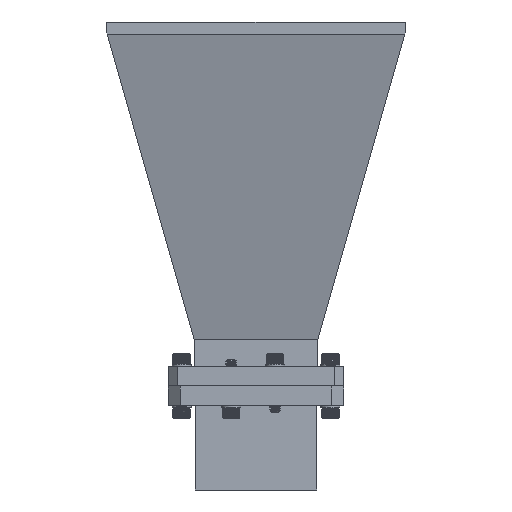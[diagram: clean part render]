
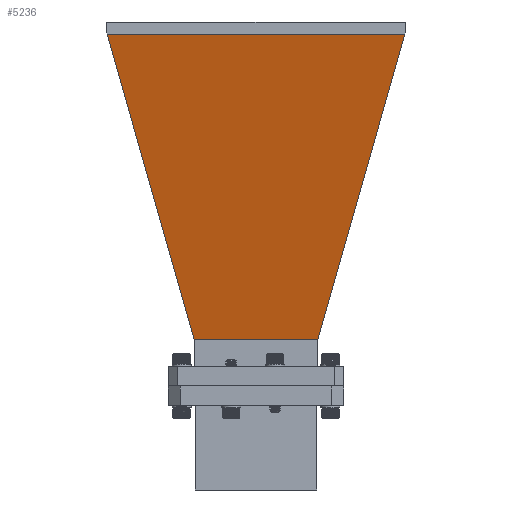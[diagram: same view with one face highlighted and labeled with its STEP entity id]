
A CAD part, front view. The second image highlights one B-rep face of the part: STEP entity #5236.
In plain terms, the highlighted face is planar.
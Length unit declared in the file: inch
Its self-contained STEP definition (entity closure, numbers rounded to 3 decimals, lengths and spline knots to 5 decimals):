
#461 = VECTOR ( 'NONE', #940, 39.37008 ) ;
#545 = LINE ( 'NONE', #13949, #4992 ) ;
#940 = DIRECTION ( 'NONE',  ( 0.233, -0.267, -0.935 ) ) ;
#1285 = CARTESIAN_POINT ( 'NONE',  ( -0.42911, -0.80272, 1.95401 ) ) ;
#1737 = LINE ( 'NONE', #6291, #7191 ) ;
#1765 = EDGE_CURVE ( 'NONE', #8491, #6959, #545, .T. ) ;
#1800 = ORIENTED_EDGE ( 'NONE', *, *, #12976, .T. ) ;
#1903 = EDGE_LOOP ( 'NONE', ( #6431, #3886, #1800, #14159 ) ) ;
#2497 = DIRECTION ( 'NONE',  ( -0.233, -0.267, 0.935 ) ) ;
#2560 = FACE_OUTER_BOUND ( 'NONE', #1903, .T. ) ;
#2642 = DIRECTION ( 'NONE',  ( -0.242, 0., 0.97 ) ) ;
#2917 = DIRECTION ( 'NONE',  ( 0., 1., 0. ) ) ;
#3244 = LINE ( 'NONE', #7816, #461 ) ;
#3532 = CARTESIAN_POINT ( 'NONE',  ( -1.41622, -1.93153, 5.91475 ) ) ;
#3886 = ORIENTED_EDGE ( 'NONE', *, *, #6182, .T. ) ;
#4992 = VECTOR ( 'NONE', #9415, 39.37008 ) ;
#5236 = ADVANCED_FACE ( 'NONE', ( #2560 ), #6095, .T. ) ;
#5441 = AXIS2_PLACEMENT_3D ( 'NONE', #13732, #7137, #2642 ) ;
#6095 = PLANE ( 'NONE',  #5441 ) ;
#6182 = EDGE_CURVE ( 'NONE', #6959, #13836, #9367, .T. ) ;
#6291 = CARTESIAN_POINT ( 'NONE',  ( -1.41622, 0., 5.91475 ) ) ;
#6431 = ORIENTED_EDGE ( 'NONE', *, *, #1765, .T. ) ;
#6959 = VERTEX_POINT ( 'NONE', #1285 ) ;
#7137 = DIRECTION ( 'NONE',  ( -0.97, 0., -0.242 ) ) ;
#7191 = VECTOR ( 'NONE', #2917, 39.37008 ) ;
#7816 = CARTESIAN_POINT ( 'NONE',  ( -1.41622, 1.93153, 5.91475 ) ) ;
#8430 = EDGE_CURVE ( 'NONE', #12663, #8491, #3244, .T. ) ;
#8491 = VERTEX_POINT ( 'NONE', #13751 ) ;
#9367 = LINE ( 'NONE', #14052, #13968 ) ;
#9415 = DIRECTION ( 'NONE',  ( 0., -1., 0. ) ) ;
#12663 = VERTEX_POINT ( 'NONE', #13283 ) ;
#12976 = EDGE_CURVE ( 'NONE', #13836, #12663, #1737, .T. ) ;
#13283 = CARTESIAN_POINT ( 'NONE',  ( -1.41622, 1.93153, 5.91475 ) ) ;
#13732 = CARTESIAN_POINT ( 'NONE',  ( -0.93704, 0., 3.99205 ) ) ;
#13751 = CARTESIAN_POINT ( 'NONE',  ( -0.42911, 0.80272, 1.95401 ) ) ;
#13836 = VERTEX_POINT ( 'NONE', #3532 ) ;
#13949 = CARTESIAN_POINT ( 'NONE',  ( -0.42911, 0., 1.95401 ) ) ;
#13968 = VECTOR ( 'NONE', #2497, 39.37008 ) ;
#14052 = CARTESIAN_POINT ( 'NONE',  ( -0.42911, -0.80272, 1.95401 ) ) ;
#14159 = ORIENTED_EDGE ( 'NONE', *, *, #8430, .T. ) ;
